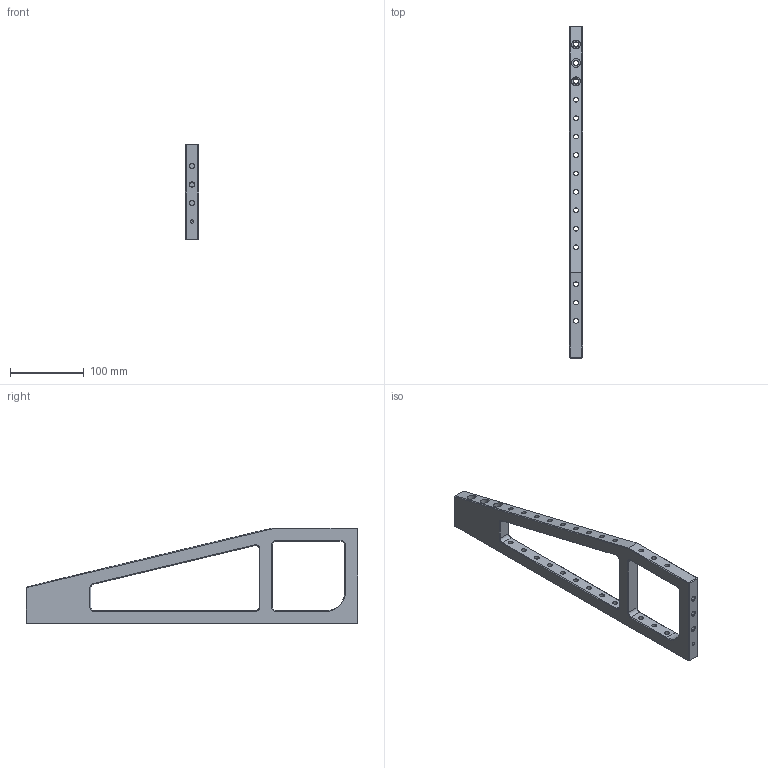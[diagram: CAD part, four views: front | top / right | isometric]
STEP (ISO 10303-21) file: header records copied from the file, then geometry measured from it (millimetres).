
FILE_DESCRIPTION (( 'STEP AP203' ), '1' );
FILE_NAME ('GCM-301021M三维外形图.STEP', '2016-12-30T00:50:25', ( '' ), ( '' ), 'SwSTEP 2.0', 'SolidWorks 2015', '' );
FILE_SCHEMA (( 'CONFIG_CONTROL_DESIGN' ));
Length unit declared in the file: millimetre
Products named in the file (2): GCM-301021M三维外形图
Bounding box: 18 x 450 x 130 mm (x, y, z)
Volume: 357648.3 mm3; surface area: 92811.3 mm2
Topology: 1 solids, 1 shells, 453 faces, 1169 edges, 739 vertices
Faces by surface type: plane 165, cylinder 116, bspline 105, cone 67
Entity records: 18773 total; most frequent: CARTESIAN_POINT 8162, ORIENTED_EDGE 2322, DIRECTION 1858, EDGE_CURVE 1161, VERTEX_POINT 739, VECTOR 660, LINE 660, AXIS2_PLACEMENT_3D 599
